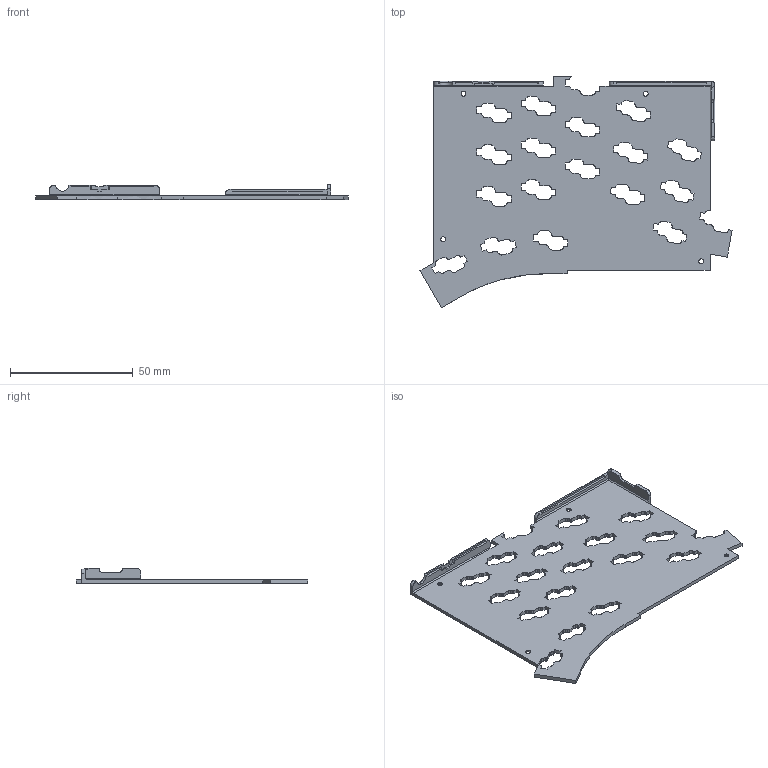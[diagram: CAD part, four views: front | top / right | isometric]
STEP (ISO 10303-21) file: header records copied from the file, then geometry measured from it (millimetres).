
FILE_DESCRIPTION(/* description */ (''),/* implementation_level */ '2;1');
FILE_NAME(/* name */ 'TOTEM case_noPower_v06_bottomRight.step',/* time_stamp */ '2022-11-13T23:30:46+01:00',/* author */ (''),/* organization */ (''),/* preprocessor_version */ 'ST-DEVELOPER v19.2',/* originating_system */ 'Autodesk Translation Framework v11.17.0.187',/* authorisation */ '');
FILE_SCHEMA (('AUTOMOTIVE_DESIGN { 1 0 10303 214 3 1 1 }'));
Length unit declared in the file: millimetre
Products named in the file (1): TOTEM case_noPower_v06
Bounding box: 127.21 x 94.46 x 6.2 mm (x, y, z)
Volume: 12232.5 mm3; surface area: 18270.5 mm2
Topology: 1 solids, 1 shells, 766 faces, 2260 edges, 1500 vertices
Faces by surface type: plane 390, bspline 347, cylinder 20, cone 9
Full cylindrical faces by diameter (mm): 2 x4, 9 x4
Entity records: 27631 total; most frequent: CARTESIAN_POINT 9303, ORIENTED_EDGE 4520, DIRECTION 2585, EDGE_CURVE 2260, LINE 1513, VECTOR 1513, VERTEX_POINT 1500, EDGE_LOOP 812
